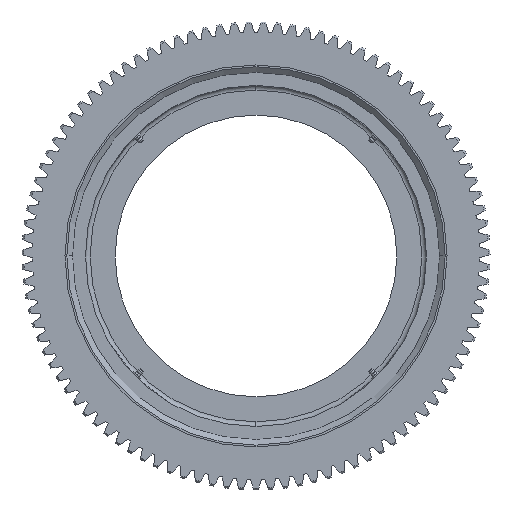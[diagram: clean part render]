
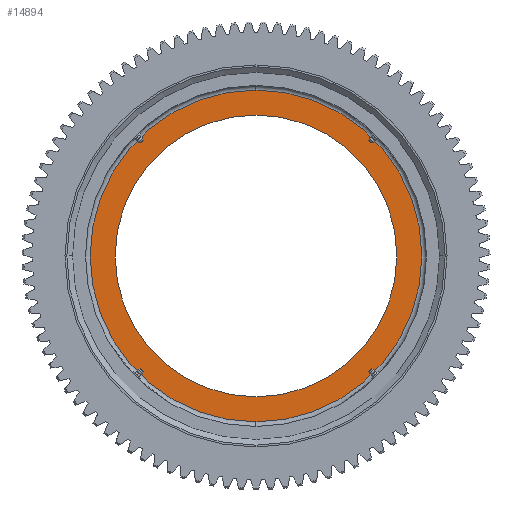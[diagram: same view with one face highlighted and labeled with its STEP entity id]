
A CAD part, front view. The second image highlights one B-rep face of the part: STEP entity #14894.
In plain terms, the highlighted planar face has unit normal (0, -1, 0).
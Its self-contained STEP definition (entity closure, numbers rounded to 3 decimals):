
#2296 = EDGE_CURVE ( 'NONE', #3938, #17894, #13416, .T. ) ;
#2548 = CIRCLE ( 'NONE', #18557, 179. ) ;
#3884 = CARTESIAN_POINT ( 'NONE',  ( 0., 16., -152. ) ) ;
#3938 = VERTEX_POINT ( 'NONE', #6513 ) ;
#6513 = CARTESIAN_POINT ( 'NONE',  ( 0., 16., 152. ) ) ;
#6535 = EDGE_CURVE ( 'NONE', #17894, #3938, #15752, .T. ) ;
#7713 = CARTESIAN_POINT ( 'NONE',  ( 0., 16., -179. ) ) ;
#8785 = DIRECTION ( 'NONE',  ( 0., 0., 1. ) ) ;
#8835 = DIRECTION ( 'NONE',  ( 0., -1., 0. ) ) ;
#9301 = CARTESIAN_POINT ( 'NONE',  ( 0., 16., 0. ) ) ;
#9349 = CARTESIAN_POINT ( 'NONE',  ( 0., 16., 179. ) ) ;
#9729 = EDGE_CURVE ( 'NONE', #17815, #16593, #2548, .T. ) ;
#10105 = CIRCLE ( 'NONE', #20570, 179. ) ;
#11436 = DIRECTION ( 'NONE',  ( 0., 0., 1. ) ) ;
#11446 = DIRECTION ( 'NONE',  ( 0., 0., 1. ) ) ;
#11476 = DIRECTION ( 'NONE',  ( 0., -1., 0. ) ) ;
#11499 = CARTESIAN_POINT ( 'NONE',  ( 0., 16., 0. ) ) ;
#11577 = DIRECTION ( 'NONE',  ( 0., -1., 0. ) ) ;
#11661 = CARTESIAN_POINT ( 'NONE',  ( 0., 16., 0. ) ) ;
#13416 = CIRCLE ( 'NONE', #13927, 152. ) ;
#13709 = AXIS2_PLACEMENT_3D ( 'NONE', #21769, #21591, #21497 ) ;
#13927 = AXIS2_PLACEMENT_3D ( 'NONE', #21150, #20987, #20964 ) ;
#14852 = FACE_OUTER_BOUND ( 'NONE', #21026, .T. ) ;
#14894 = ADVANCED_FACE ( 'NONE', ( #14852, #15422 ), #22294, .F. ) ;
#14986 = EDGE_LOOP ( 'NONE', ( #21447, #22374 ) ) ;
#15422 = FACE_BOUND ( 'NONE', #14986, .T. ) ;
#15752 = CIRCLE ( 'NONE', #25453, 152. ) ;
#16593 = VERTEX_POINT ( 'NONE', #9349 ) ;
#17815 = VERTEX_POINT ( 'NONE', #7713 ) ;
#17894 = VERTEX_POINT ( 'NONE', #3884 ) ;
#18557 = AXIS2_PLACEMENT_3D ( 'NONE', #11661, #11577, #11436 ) ;
#19930 = ORIENTED_EDGE ( 'NONE', *, *, #25063, .T. ) ;
#20246 = ORIENTED_EDGE ( 'NONE', *, *, #9729, .T. ) ;
#20570 = AXIS2_PLACEMENT_3D ( 'NONE', #11499, #11476, #11446 ) ;
#20964 = DIRECTION ( 'NONE',  ( 0., 0., 1. ) ) ;
#20987 = DIRECTION ( 'NONE',  ( 0., -1., 0. ) ) ;
#21026 = EDGE_LOOP ( 'NONE', ( #19930, #20246 ) ) ;
#21150 = CARTESIAN_POINT ( 'NONE',  ( 0., 16., 0. ) ) ;
#21447 = ORIENTED_EDGE ( 'NONE', *, *, #2296, .F. ) ;
#21497 = DIRECTION ( 'NONE',  ( 0., 0., 1. ) ) ;
#21591 = DIRECTION ( 'NONE',  ( 0., 1., 0. ) ) ;
#21769 = CARTESIAN_POINT ( 'NONE',  ( 0., 16., 124. ) ) ;
#22294 = PLANE ( 'NONE',  #13709 ) ;
#22374 = ORIENTED_EDGE ( 'NONE', *, *, #6535, .F. ) ;
#25063 = EDGE_CURVE ( 'NONE', #16593, #17815, #10105, .T. ) ;
#25453 = AXIS2_PLACEMENT_3D ( 'NONE', #9301, #8835, #8785 ) ;
